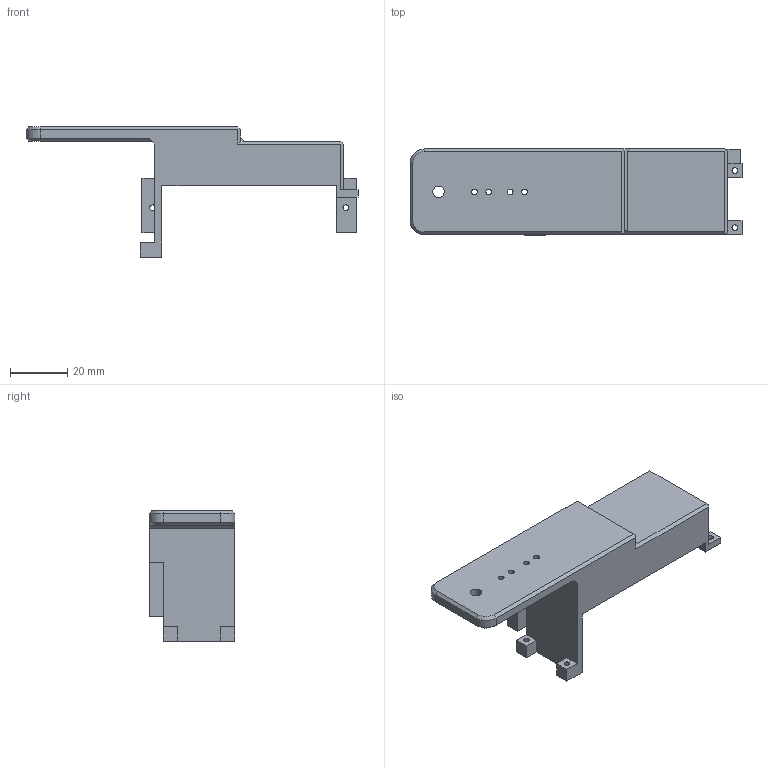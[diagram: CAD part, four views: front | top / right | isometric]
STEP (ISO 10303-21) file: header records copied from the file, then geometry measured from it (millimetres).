
FILE_DESCRIPTION (( 'STEP AP214' ), '1' );
FILE_NAME ('hip_joint_horn.STEP', '2017-10-18T03:04:54', ( '' ), ( '' ), 'SwSTEP 2.0', 'SolidWorks 2013', '' );
FILE_SCHEMA (( 'AUTOMOTIVE_DESIGN' ));
Length unit declared in the file: millimetre
Products named in the file (1): hip_joint_horn
Bounding box: 116 x 30 x 45.5 mm (x, y, z)
Volume: 44941.2 mm3; surface area: 13347.8 mm2
Topology: 1 solids, 1 shells, 82 faces, 230 edges, 149 vertices
Faces by surface type: plane 54, cylinder 24, cone 4
Entity records: 2702 total; most frequent: CARTESIAN_POINT 462, ORIENTED_EDGE 460, DIRECTION 450, EDGE_CURVE 230, VECTOR 176, LINE 176, VERTEX_POINT 149, AXIS2_PLACEMENT_3D 137
